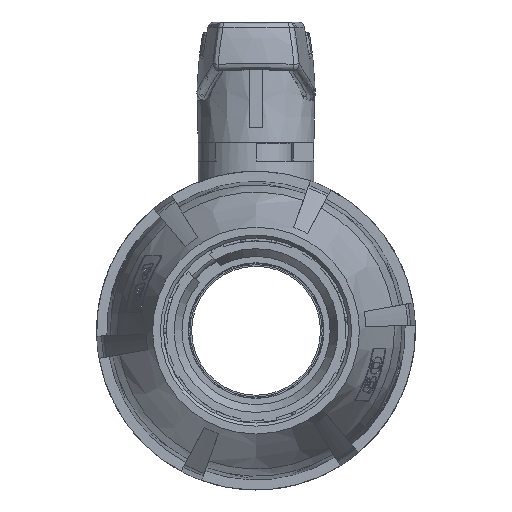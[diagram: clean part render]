
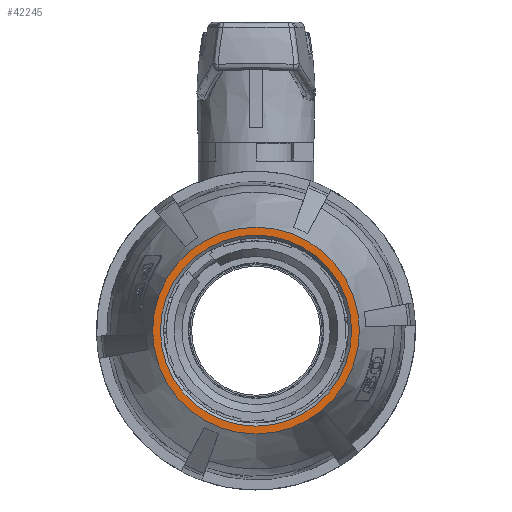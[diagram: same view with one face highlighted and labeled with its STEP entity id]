
A CAD part, left-side view. The second image highlights one B-rep face of the part: STEP entity #42245.
In plain terms, the highlighted planar face has unit normal (-1, 0, 0).
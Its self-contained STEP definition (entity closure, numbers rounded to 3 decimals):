
#276=FACE_BOUND('',#8865,.T.);
#2583=CIRCLE('',#45426,28.175);
#2586=CIRCLE('',#45431,30.488);
#4011=PLANE('',#45430);
#6319=FACE_OUTER_BOUND('',#8864,.T.);
#8864=EDGE_LOOP('',(#39143));
#8865=EDGE_LOOP('',(#39144));
#20688=VERTEX_POINT('',#110884);
#20691=VERTEX_POINT('',#110894);
#26879=EDGE_CURVE('',#20688,#20688,#2583,.T.);
#26884=EDGE_CURVE('',#20691,#20691,#2586,.F.);
#39143=ORIENTED_EDGE('',*,*,#26884,.T.);
#39144=ORIENTED_EDGE('',*,*,#26879,.F.);
#42245=ADVANCED_FACE('',(#6319,#276),#4011,.T.);
#45426=AXIS2_PLACEMENT_3D('',#110885,#54518,#54519);
#45430=AXIS2_PLACEMENT_3D('',#110893,#54528,#54529);
#45431=AXIS2_PLACEMENT_3D('',#110895,#54530,#54531);
#54518=DIRECTION('center_axis',(-1.,0.,0.));
#54519=DIRECTION('ref_axis',(0.,-0.985,0.174));
#54528=DIRECTION('center_axis',(-1.,0.,0.));
#54529=DIRECTION('ref_axis',(0.,-0.985,0.174));
#54530=DIRECTION('center_axis',(1.,0.,0.));
#54531=DIRECTION('ref_axis',(0.,-0.985,0.174));
#110884=CARTESIAN_POINT('',(-139.196,28.537,-1.872));
#110885=CARTESIAN_POINT('Origin',(-139.196,0.789,3.02));
#110893=CARTESIAN_POINT('Origin',(-139.196,0.789,3.02));
#110894=CARTESIAN_POINT('',(-139.196,30.814,-2.274));
#110895=CARTESIAN_POINT('Origin',(-139.196,0.789,3.02));
